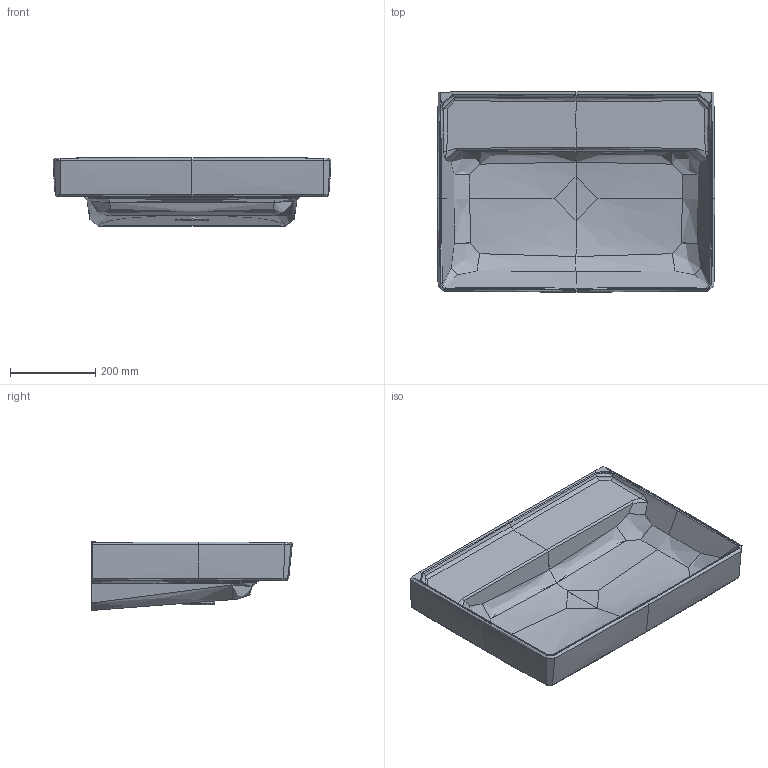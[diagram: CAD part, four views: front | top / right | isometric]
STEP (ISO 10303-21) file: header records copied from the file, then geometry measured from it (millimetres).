
FILE_DESCRIPTION(/* description */ (''),/* implementation_level */ '2;1');
FILE_NAME(/* name */ '4A3365_Collaro_(Tibet)_SWT_65.stp',/* time_stamp */ '2018-11-22T09:49:07+01:00',/* author */ (''),/* organization */ (''),/* preprocessor_version */ 'ST-DEVELOPER v16',/* originating_system */ 'SIEMENS PLM Software NX 10.0',/* authorisation */ '');
FILE_SCHEMA (('AUTOMOTIVE_DESIGN { 1 0 10303 214 3 1 1 1 }'));
Length unit declared in the file: millimetre
Products named in the file (1): Sier23D0F3E7l4cl
Bounding box: 650 x 469.68 x 161.5 mm (x, y, z)
Volume: 19930142 mm3; surface area: 957704.7 mm2
Topology: 1 solids, 1 shells, 231 faces, 606 edges, 370 vertices
Faces by surface type: bspline 192, plane 11, extrusion 10, cylinder 6, cone 6, revolution 4, torus 2
Entity records: 27667 total; most frequent: CARTESIAN_POINT 23694, ORIENTED_EDGE 1204, EDGE_CURVE 602, B_SPLINE_CURVE_WITH_KNOTS 433, VERTEX_POINT 372, DIRECTION 253, EDGE_LOOP 232, ADVANCED_FACE 231
